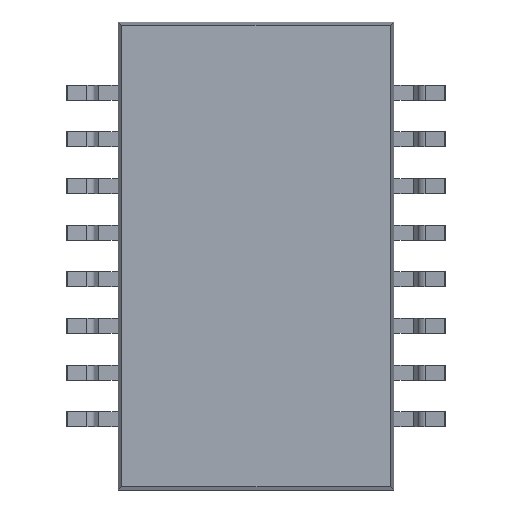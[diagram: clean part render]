
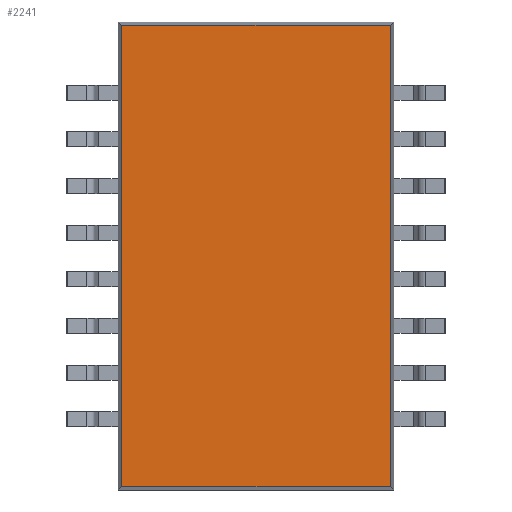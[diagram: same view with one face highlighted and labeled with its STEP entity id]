
A CAD part, front view. The second image highlights one B-rep face of the part: STEP entity #2241.
In plain terms, the highlighted planar face has unit normal (0, -1, 0).
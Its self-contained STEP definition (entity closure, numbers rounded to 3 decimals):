
#61 = EDGE_CURVE ( 'NONE', #380, #4674, #4043, .T. ) ;
#376 = CARTESIAN_POINT ( 'NONE',  ( 0., 0.3, 0. ) ) ;
#380 = VERTEX_POINT ( 'NONE', #5303 ) ;
#449 = CARTESIAN_POINT ( 'NONE',  ( 3.658, 0.3, -6.375 ) ) ;
#533 = DIRECTION ( 'NONE',  ( 1., 0., 0. ) ) ;
#923 = CARTESIAN_POINT ( 'NONE',  ( -3.75, 0.3, -6.283 ) ) ;
#1105 = VERTEX_POINT ( 'NONE', #6398 ) ;
#1529 = LINE ( 'NONE', #449, #3224 ) ;
#1672 = DIRECTION ( 'NONE',  ( 0., -1., 0. ) ) ;
#1777 = DIRECTION ( 'NONE',  ( 0., 0., -1. ) ) ;
#2021 = EDGE_CURVE ( 'NONE', #4674, #6832, #4608, .T. ) ;
#2241 = ADVANCED_FACE ( 'NONE', ( #6944 ), #3992, .T. ) ;
#2287 = ORIENTED_EDGE ( 'NONE', *, *, #61, .T. ) ;
#2310 = DIRECTION ( 'NONE',  ( -1., 0., 0. ) ) ;
#2878 = DIRECTION ( 'NONE',  ( 0., 0., -1. ) ) ;
#3224 = VECTOR ( 'NONE', #5097, 1000. ) ;
#3390 = ORIENTED_EDGE ( 'NONE', *, *, #4252, .T. ) ;
#3557 = VECTOR ( 'NONE', #2310, 1000. ) ;
#3762 = ORIENTED_EDGE ( 'NONE', *, *, #2021, .T. ) ;
#3837 = CARTESIAN_POINT ( 'NONE',  ( 3.658, 0.3, -6.283 ) ) ;
#3992 = PLANE ( 'NONE',  #6178 ) ;
#4043 = LINE ( 'NONE', #7005, #5815 ) ;
#4252 = EDGE_CURVE ( 'NONE', #1105, #380, #4619, .T. ) ;
#4454 = VECTOR ( 'NONE', #533, 1000. ) ;
#4608 = LINE ( 'NONE', #923, #4454 ) ;
#4619 = LINE ( 'NONE', #6395, #3557 ) ;
#4624 = ORIENTED_EDGE ( 'NONE', *, *, #6379, .T. ) ;
#4674 = VERTEX_POINT ( 'NONE', #6353 ) ;
#5097 = DIRECTION ( 'NONE',  ( 0., 0., 1. ) ) ;
#5303 = CARTESIAN_POINT ( 'NONE',  ( -3.658, 0.3, 6.283 ) ) ;
#5815 = VECTOR ( 'NONE', #1777, 1000. ) ;
#6178 = AXIS2_PLACEMENT_3D ( 'NONE', #376, #1672, #2878 ) ;
#6278 = EDGE_LOOP ( 'NONE', ( #3762, #4624, #3390, #2287 ) ) ;
#6353 = CARTESIAN_POINT ( 'NONE',  ( -3.658, 0.3, -6.283 ) ) ;
#6379 = EDGE_CURVE ( 'NONE', #6832, #1105, #1529, .T. ) ;
#6395 = CARTESIAN_POINT ( 'NONE',  ( 3.75, 0.3, 6.283 ) ) ;
#6398 = CARTESIAN_POINT ( 'NONE',  ( 3.658, 0.3, 6.283 ) ) ;
#6832 = VERTEX_POINT ( 'NONE', #3837 ) ;
#6944 = FACE_OUTER_BOUND ( 'NONE', #6278, .T. ) ;
#7005 = CARTESIAN_POINT ( 'NONE',  ( -3.658, 0.3, 6.375 ) ) ;
